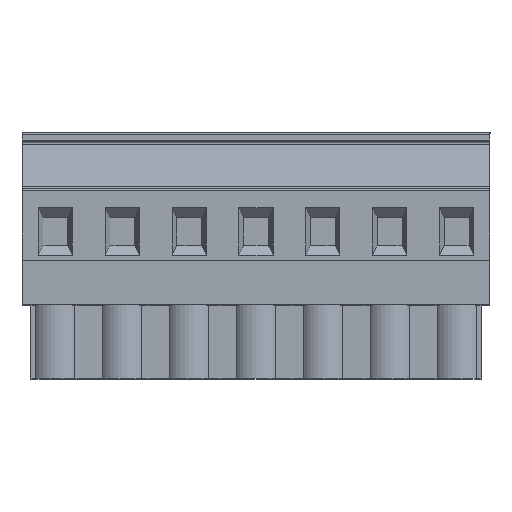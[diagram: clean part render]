
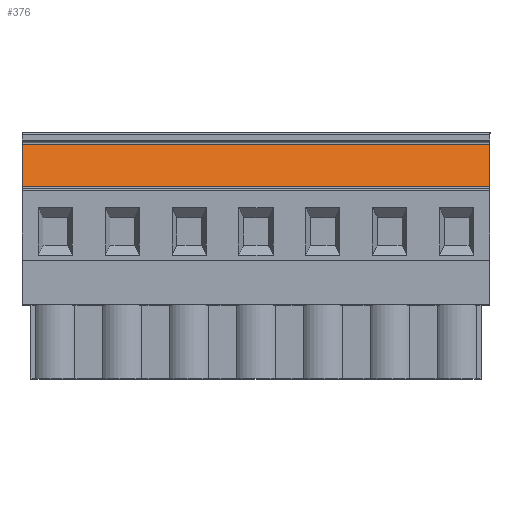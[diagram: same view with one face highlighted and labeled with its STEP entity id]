
A CAD part, top view. The second image highlights one B-rep face of the part: STEP entity #376.
In plain terms, the highlighted planar face has unit normal (0, 0.259, 0.966).
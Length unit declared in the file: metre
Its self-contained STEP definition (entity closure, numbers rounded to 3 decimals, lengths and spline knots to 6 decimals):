
#376=ADVANCED_FACE('',(#982),#983,.T.);
#982=FACE_OUTER_BOUND('',#1855,.T.);
#983=PLANE('',#1856);
#1855=EDGE_LOOP('',(#2975,#2976,#2977,#2978));
#1856=AXIS2_PLACEMENT_3D('',#2979,#2980,#2981);
#2975=ORIENTED_EDGE('',*,*,#5147,.T.);
#2976=ORIENTED_EDGE('',*,*,#5149,.F.);
#2977=ORIENTED_EDGE('',*,*,#5087,.F.);
#2978=ORIENTED_EDGE('',*,*,#5025,.T.);
#2979=CARTESIAN_POINT('',(0.,0.013219,-0.001864));
#2980=DIRECTION('',(0.,0.259,0.966));
#2981=DIRECTION('',(1.0,0.,0.0));
#5025=EDGE_CURVE('',#5995,#5993,#5996,.T.);
#5087=EDGE_CURVE('',#5995,#6105,#6106,.T.);
#5147=EDGE_CURVE('',#5993,#6189,#6191,.T.);
#5149=EDGE_CURVE('',#6105,#6189,#6193,.T.);
#5993=VERTEX_POINT('',#7413);
#5995=VERTEX_POINT('',#7415);
#5996=LINE('',#7416,#7417);
#6105=VERTEX_POINT('',#7559);
#6106=LINE('',#7560,#7561);
#6189=VERTEX_POINT('',#7666);
#6191=LINE('',#7668,#7669);
#6193=LINE('',#7671,#7672);
#7413=CARTESIAN_POINT('',(0.00006,0.013236,-0.001869));
#7415=CARTESIAN_POINT('',(0.00006,0.018058,-0.003161));
#7416=CARTESIAN_POINT('',(0.00006,0.013219,-0.001864));
#7417=VECTOR('',#9122,1.0);
#7559=CARTESIAN_POINT('',(0.05256,0.018058,-0.003161));
#7560=CARTESIAN_POINT('',(0.,0.018058,-0.003161));
#7561=VECTOR('',#9213,1.0);
#7666=CARTESIAN_POINT('',(0.05256,0.013236,-0.001869));
#7668=CARTESIAN_POINT('',(0.03429,0.013236,-0.001869));
#7669=VECTOR('',#9296,1.0);
#7671=CARTESIAN_POINT('',(0.05256,0.013219,-0.001864));
#7672=VECTOR('',#9297,1.0);
#9122=DIRECTION('',(0.,-0.966,0.259));
#9213=DIRECTION('',(1.0,0.,0.0));
#9296=DIRECTION('',(1.0,0.,0.0));
#9297=DIRECTION('',(0.,-0.966,0.259));
